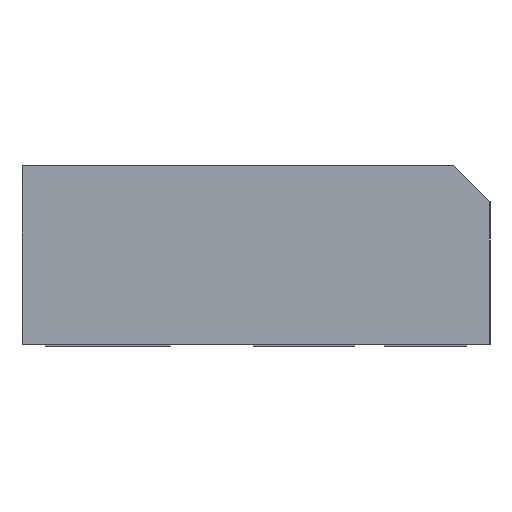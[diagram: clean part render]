
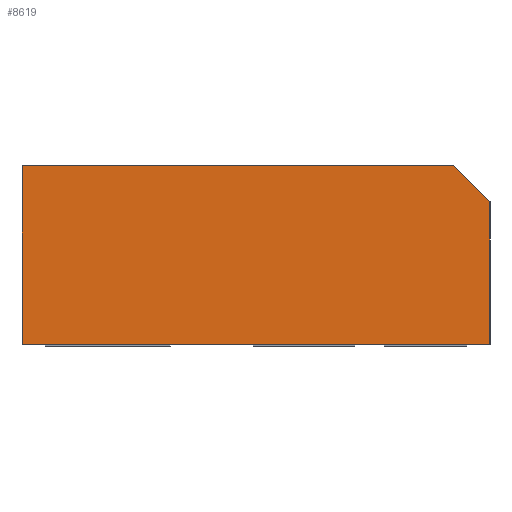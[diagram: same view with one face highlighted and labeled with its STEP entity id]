
A CAD part, left-side view. The second image highlights one B-rep face of the part: STEP entity #8619.
In plain terms, the highlighted planar face has unit normal (-1, 0, 0).
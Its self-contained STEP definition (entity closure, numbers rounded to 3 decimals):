
#8619 = ADVANCED_FACE ( 'NONE', ( #82806 ), #84038, .F. ) ;
#10870 = EDGE_CURVE ( 'NONE', #89601, #90084, #47181, .T. ) ;
#10872 = EDGE_CURVE ( 'NONE', #90085, #89602, #47187, .T. ) ;
#10873 = EDGE_CURVE ( 'NONE', #90085, #90086, #47190, .T. ) ;
#10874 = EDGE_CURVE ( 'NONE', #90084, #90086, #47193, .T. ) ;
#11009 = ORIENTED_EDGE ( 'NONE', *, *, #10873, .F. ) ;
#11010 = ORIENTED_EDGE ( 'NONE', *, *, #86415, .F. ) ;
#11011 = ORIENTED_EDGE ( 'NONE', *, *, #10872, .T. ) ;
#11012 = ORIENTED_EDGE ( 'NONE', *, *, #10874, .T. ) ;
#11013 = ORIENTED_EDGE ( 'NONE', *, *, #10870, .T. ) ;
#39412 = VECTOR ( 'NONE', #47183, 1000. ) ;
#39414 = VECTOR ( 'NONE', #47189, 1000. ) ;
#39418 = VECTOR ( 'NONE', #47192, 1000. ) ;
#39421 = VECTOR ( 'NONE', #47195, 1000. ) ;
#47181 = LINE ( 'NONE', #47182, #39412 ) ;
#47182 = CARTESIAN_POINT ( 'NONE',  ( -12.649, 6.452, 4.928 ) ) ;
#47183 = DIRECTION ( 'NONE',  ( 0., 0., -1. ) ) ;
#47187 = LINE ( 'NONE', #47188, #39414 ) ;
#47188 = CARTESIAN_POINT ( 'NONE',  ( -12.649, -5.456, 4.928 ) ) ;
#47189 = DIRECTION ( 'NONE',  ( 0., 0.707, 0.707 ) ) ;
#47190 = LINE ( 'NONE', #47191, #39418 ) ;
#47191 = CARTESIAN_POINT ( 'NONE',  ( -12.649, -6.451, 4.928 ) ) ;
#47192 = DIRECTION ( 'NONE',  ( 0., 0., -1. ) ) ;
#47193 = LINE ( 'NONE', #47194, #39421 ) ;
#47194 = CARTESIAN_POINT ( 'NONE',  ( -12.649, -6.451, 0. ) ) ;
#47195 = DIRECTION ( 'NONE',  ( 0., -1., 0. ) ) ;
#52277 = VECTOR ( 'NONE', #55722, 1000. ) ;
#55720 = LINE ( 'NONE', #55721, #52277 ) ;
#55721 = CARTESIAN_POINT ( 'NONE',  ( -12.649, -6.451, 4.928 ) ) ;
#55722 = DIRECTION ( 'NONE',  ( 0., -1., 0. ) ) ;
#61310 = CARTESIAN_POINT ( 'NONE',  ( -12.649, 6.452, 4.928 ) ) ;
#61311 = CARTESIAN_POINT ( 'NONE',  ( -12.649, -5.456, 4.928 ) ) ;
#61793 = CARTESIAN_POINT ( 'NONE',  ( -12.649, 6.452, 0. ) ) ;
#61794 = CARTESIAN_POINT ( 'NONE',  ( -12.649, -6.451, 3.932 ) ) ;
#61795 = CARTESIAN_POINT ( 'NONE',  ( -12.649, -6.451, 0. ) ) ;
#82806 = FACE_OUTER_BOUND ( 'NONE', #88950, .T. ) ;
#82816 = AXIS2_PLACEMENT_3D ( 'NONE', #84039, #84040, #84041 ) ;
#84038 = PLANE ( 'NONE',  #82816 ) ;
#84039 = CARTESIAN_POINT ( 'NONE',  ( -12.649, -6.451, 4.928 ) ) ;
#84040 = DIRECTION ( 'NONE',  ( 1., 0., 0. ) ) ;
#84041 = DIRECTION ( 'NONE',  ( 0., 0., -1. ) ) ;
#86415 = EDGE_CURVE ( 'NONE', #89601, #89602, #55720, .T. ) ;
#88950 = EDGE_LOOP ( 'NONE', ( #11009, #11011, #11010, #11013, #11012 ) ) ;
#89601 = VERTEX_POINT ( 'NONE', #61310 ) ;
#89602 = VERTEX_POINT ( 'NONE', #61311 ) ;
#90084 = VERTEX_POINT ( 'NONE', #61793 ) ;
#90085 = VERTEX_POINT ( 'NONE', #61794 ) ;
#90086 = VERTEX_POINT ( 'NONE', #61795 ) ;
